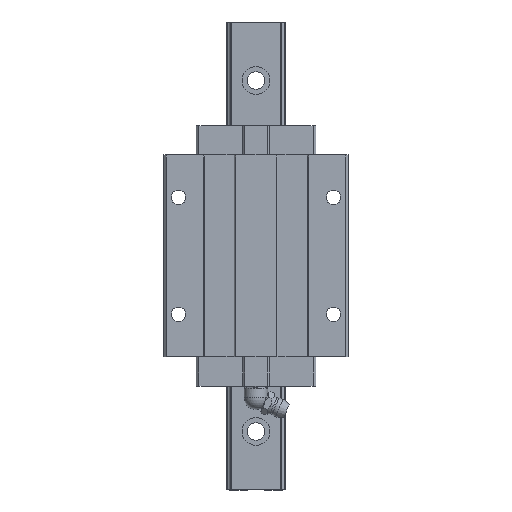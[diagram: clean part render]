
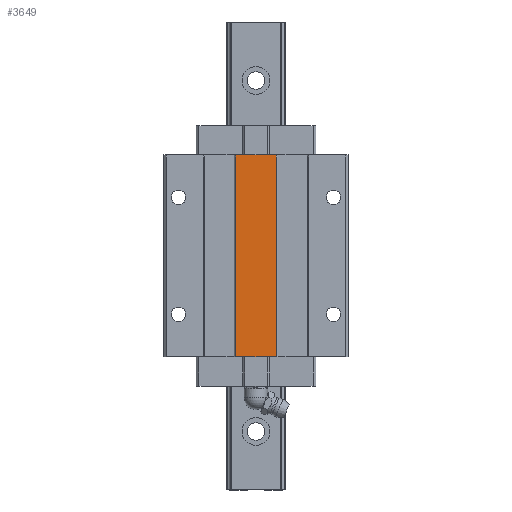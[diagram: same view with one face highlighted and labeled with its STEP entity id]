
A CAD part, top view. The second image highlights one B-rep face of the part: STEP entity #3649.
In plain terms, the highlighted planar face has unit normal (0, 0, 1).
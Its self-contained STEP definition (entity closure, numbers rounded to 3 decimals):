
#966=ORIENTED_EDGE('',*,*,#1753,.F.);
#967=ORIENTED_EDGE('',*,*,#1752,.F.);
#968=ORIENTED_EDGE('',*,*,#1754,.T.);
#969=ORIENTED_EDGE('',*,*,#1755,.T.);
#1752=EDGE_CURVE('',#2168,#2167,#2465,.T.);
#1753=EDGE_CURVE('',#2167,#2169,#2466,.T.);
#1754=EDGE_CURVE('',#2168,#2170,#2467,.T.);
#1755=EDGE_CURVE('',#2170,#2169,#2468,.T.);
#2167=VERTEX_POINT('',#6895);
#2168=VERTEX_POINT('',#6897);
#2169=VERTEX_POINT('',#6901);
#2170=VERTEX_POINT('',#6903);
#2465=LINE('',#6898,#2777);
#2466=LINE('',#6900,#2778);
#2467=LINE('',#6902,#2779);
#2468=LINE('',#6904,#2780);
#2777=VECTOR('',#5597,1000.);
#2778=VECTOR('',#5600,1000.);
#2779=VECTOR('',#5601,1000.);
#2780=VECTOR('',#5602,1000.);
#3060=EDGE_LOOP('',(#966,#967,#968,#969));
#3311=FACE_BOUND('',#3060,.T.);
#3472=PLANE('',#4780);
#3649=ADVANCED_FACE('',(#3311),#3472,.T.);
#4780=AXIS2_PLACEMENT_3D('',#6899,#5598,#5599);
#5597=DIRECTION('',(0.,1.,0.));
#5598=DIRECTION('',(0.,0.,1.));
#5599=DIRECTION('',(1.,0.,0.));
#5600=DIRECTION('',(1.,0.,0.));
#5601=DIRECTION('',(1.,0.,0.));
#5602=DIRECTION('',(0.,1.,0.));
#6895=CARTESIAN_POINT('',(-7.,34.5,30.));
#6897=CARTESIAN_POINT('',(-7.,-34.5,30.));
#6898=CARTESIAN_POINT('',(-7.,-34.5,30.));
#6899=CARTESIAN_POINT('',(-7.,-34.5,30.));
#6900=CARTESIAN_POINT('',(-7.,34.5,30.));
#6901=CARTESIAN_POINT('',(7.,34.5,30.));
#6902=CARTESIAN_POINT('',(-7.,-34.5,30.));
#6903=CARTESIAN_POINT('',(7.,-34.5,30.));
#6904=CARTESIAN_POINT('',(7.,-34.5,30.));
